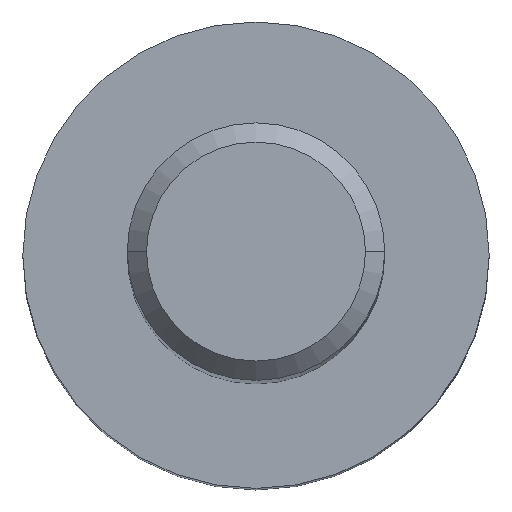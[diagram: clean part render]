
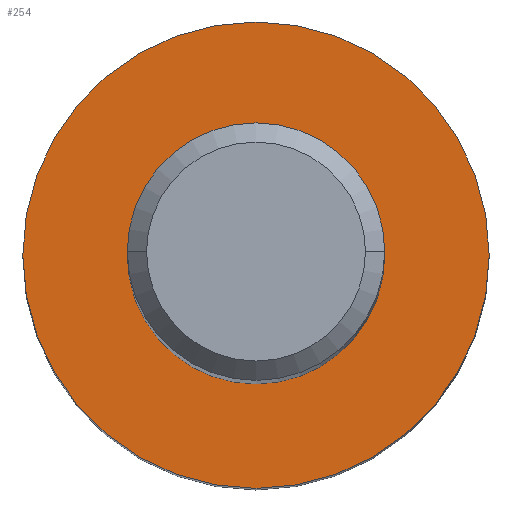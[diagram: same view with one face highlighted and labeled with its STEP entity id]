
A CAD part, top view. The second image highlights one B-rep face of the part: STEP entity #254.
In plain terms, the highlighted planar face has unit normal (0, 0, 1).
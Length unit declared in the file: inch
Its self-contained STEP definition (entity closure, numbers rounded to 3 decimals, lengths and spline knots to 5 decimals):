
#17 = CARTESIAN_POINT ( 'NONE',  ( 0., 0., -1. ) ) ;
#38 = CIRCLE ( 'NONE', #125, 0.1132 ) ;
#44 = EDGE_CURVE ( 'NONE', #71, #133, #232, .T. ) ;
#48 = CARTESIAN_POINT ( 'NONE',  ( 0., 0., -1. ) ) ;
#57 = DIRECTION ( 'NONE',  ( 0., 0., 1. ) ) ;
#68 = EDGE_CURVE ( 'NONE', #133, #71, #38, .T. ) ;
#71 = VERTEX_POINT ( 'NONE', #220 ) ;
#93 = AXIS2_PLACEMENT_3D ( 'NONE', #17, #298, #229 ) ;
#119 = FACE_OUTER_BOUND ( 'NONE', #339, .T. ) ;
#125 = AXIS2_PLACEMENT_3D ( 'NONE', #243, #57, #168 ) ;
#130 = DIRECTION ( 'NONE',  ( 0., 0., 1. ) ) ;
#133 = VERTEX_POINT ( 'NONE', #296 ) ;
#168 = DIRECTION ( 'NONE',  ( 1., 0., 0. ) ) ;
#181 = ORIENTED_EDGE ( 'NONE', *, *, #44, .T. ) ;
#220 = CARTESIAN_POINT ( 'NONE',  ( 0.1132, 0., -1. ) ) ;
#229 = DIRECTION ( 'NONE',  ( -1., 0., 0. ) ) ;
#232 = CIRCLE ( 'NONE', #293, 0.1132 ) ;
#233 = ORIENTED_EDGE ( 'NONE', *, *, #68, .T. ) ;
#243 = CARTESIAN_POINT ( 'NONE',  ( 0., 0., -1. ) ) ;
#252 = PLANE ( 'NONE',  #93 ) ;
#254 = ADVANCED_FACE ( 'NONE', ( #119 ), #252, .F. ) ;
#264 = DIRECTION ( 'NONE',  ( 1., 0., 0. ) ) ;
#293 = AXIS2_PLACEMENT_3D ( 'NONE', #48, #130, #264 ) ;
#296 = CARTESIAN_POINT ( 'NONE',  ( -0.1132, 0., -1. ) ) ;
#298 = DIRECTION ( 'NONE',  ( 0., 0., -1. ) ) ;
#339 = EDGE_LOOP ( 'NONE', ( #181, #233 ) ) ;
